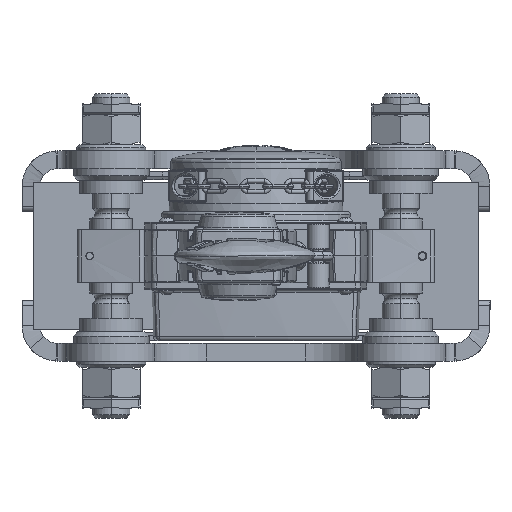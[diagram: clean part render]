
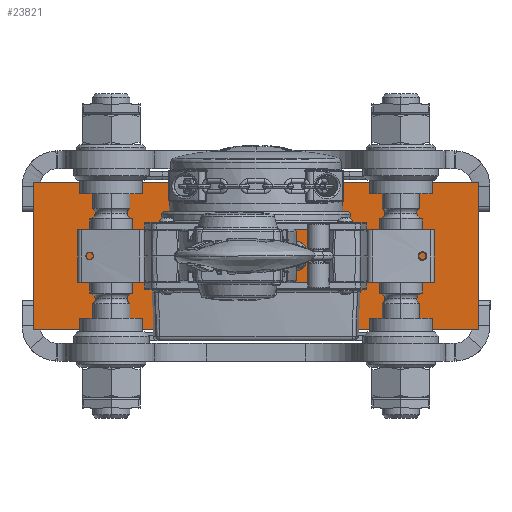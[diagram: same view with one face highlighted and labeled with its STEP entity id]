
A CAD part, front view. The second image highlights one B-rep face of the part: STEP entity #23821.
In plain terms, the highlighted planar face has unit normal (0, -1, 0).
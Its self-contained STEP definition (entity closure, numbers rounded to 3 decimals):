
#10485 = ORIENTED_EDGE ( 'NONE', *, *, #54962, .T. ) ;
#10494 = ORIENTED_EDGE ( 'NONE', *, *, #54971, .F. ) ;
#10981 = ORIENTED_EDGE ( 'NONE', *, *, #54960, .F. ) ;
#11078 = ORIENTED_EDGE ( 'NONE', *, *, #54964, .T. ) ;
#23821 = ADVANCED_FACE ( 'NONE', ( #28071 ), #84851, .T. ) ;
#28071 = FACE_OUTER_BOUND ( 'NONE', #76083, .T. ) ;
#32743 = VERTEX_POINT ( 'NONE', #47593 ) ;
#32855 = VERTEX_POINT ( 'NONE', #47889 ) ;
#32870 = VERTEX_POINT ( 'NONE', #47916 ) ;
#32872 = VERTEX_POINT ( 'NONE', #47920 ) ;
#47593 = CARTESIAN_POINT ( 'NONE',  ( 250., 127.5, -83. ) ) ;
#47889 = CARTESIAN_POINT ( 'NONE',  ( -250., 127.5, -83. ) ) ;
#47916 = CARTESIAN_POINT ( 'NONE',  ( -250., 127.5, 83. ) ) ;
#47920 = CARTESIAN_POINT ( 'NONE',  ( 250., 127.5, 83. ) ) ;
#52143 = LINE ( 'NONE', #53501, #53549 ) ;
#52351 = VECTOR ( 'NONE', #53529, 1000. ) ;
#53493 = CARTESIAN_POINT ( 'NONE',  ( -250., 127.5, 83. ) ) ;
#53501 = CARTESIAN_POINT ( 'NONE',  ( -250., 127.5, 83. ) ) ;
#53507 = DIRECTION ( 'NONE',  ( 1., 0., 0. ) ) ;
#53513 = CARTESIAN_POINT ( 'NONE',  ( -250., 127.5, -83. ) ) ;
#53516 = DIRECTION ( 'NONE',  ( 0., 0., -1. ) ) ;
#53529 = DIRECTION ( 'NONE',  ( 1., 0., 0. ) ) ;
#53549 = VECTOR ( 'NONE', #53507, 1000. ) ;
#53553 = LINE ( 'NONE', #53513, #52351 ) ;
#53556 = LINE ( 'NONE', #53493, #53634 ) ;
#53576 = CARTESIAN_POINT ( 'NONE',  ( 250., 127.5, 83. ) ) ;
#53580 = DIRECTION ( 'NONE',  ( 0., 0., -1. ) ) ;
#53634 = VECTOR ( 'NONE', #53516, 1000. ) ;
#54526 = LINE ( 'NONE', #53576, #54549 ) ;
#54549 = VECTOR ( 'NONE', #53580, 1000. ) ;
#54960 = EDGE_CURVE ( 'NONE', #32870, #32872, #52143, .T. ) ;
#54962 = EDGE_CURVE ( 'NONE', #32870, #32855, #53556, .T. ) ;
#54964 = EDGE_CURVE ( 'NONE', #32855, #32743, #53553, .T. ) ;
#54971 = EDGE_CURVE ( 'NONE', #32872, #32743, #54526, .T. ) ;
#68046 = AXIS2_PLACEMENT_3D ( 'NONE', #84846, #84856, #84858 ) ;
#76083 = EDGE_LOOP ( 'NONE', ( #10494, #10981, #10485, #11078 ) ) ;
#84846 = CARTESIAN_POINT ( 'NONE',  ( -250., 127.5, 83. ) ) ;
#84851 = PLANE ( 'NONE',  #68046 ) ;
#84856 = DIRECTION ( 'NONE',  ( 0., -1., 0. ) ) ;
#84858 = DIRECTION ( 'NONE',  ( 0., 0., -1. ) ) ;
